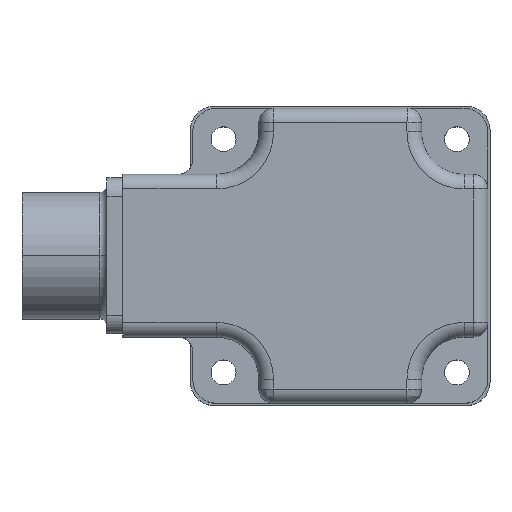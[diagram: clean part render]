
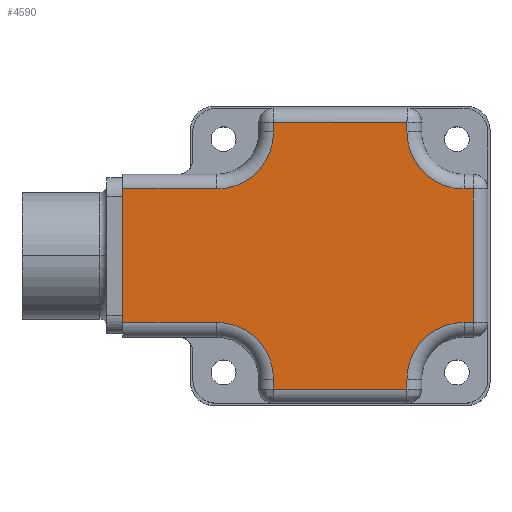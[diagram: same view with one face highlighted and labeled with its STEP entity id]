
A CAD part, top view. The second image highlights one B-rep face of the part: STEP entity #4590.
In plain terms, the highlighted planar face has unit normal (0, 0, 1).
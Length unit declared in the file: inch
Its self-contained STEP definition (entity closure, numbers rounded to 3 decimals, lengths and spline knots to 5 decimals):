
#696=DIRECTION('',(1.,0.,0.));
#697=VECTOR('',#696,1.18);
#698=CARTESIAN_POINT('',(-0.59,-1.18,1.588));
#699=LINE('',#698,#697);
#700=DIRECTION('',(0.,1.,0.));
#701=VECTOR('',#700,0.085);
#702=CARTESIAN_POINT('',(-0.59,-1.18,1.588));
#703=LINE('',#702,#701);
#704=CARTESIAN_POINT('',(-1.095,-1.095,1.588));
#705=DIRECTION('',(0.,0.,1.));
#706=DIRECTION('',(1.,0.,0.));
#707=AXIS2_PLACEMENT_3D('',#704,#705,#706);
#709=DIRECTION('',(-1.,0.,0.));
#710=VECTOR('',#709,0.83);
#711=CARTESIAN_POINT('',(-1.095,-0.59,1.588));
#712=LINE('',#711,#710);
#713=DIRECTION('',(0.,-1.,0.));
#714=VECTOR('',#713,1.18);
#715=CARTESIAN_POINT('',(-1.925,0.59,1.588));
#716=LINE('',#715,#714);
#717=DIRECTION('',(-1.,0.,0.));
#718=VECTOR('',#717,0.83);
#719=CARTESIAN_POINT('',(-1.095,0.59,1.588));
#720=LINE('',#719,#718);
#721=CARTESIAN_POINT('',(-1.095,1.095,1.588));
#722=DIRECTION('',(0.,0.,-1.));
#723=DIRECTION('',(1.,0.,0.));
#724=AXIS2_PLACEMENT_3D('',#721,#722,#723);
#726=DIRECTION('',(0.,-1.,0.));
#727=VECTOR('',#726,0.08);
#728=CARTESIAN_POINT('',(-0.59,1.175,1.588));
#729=LINE('',#728,#727);
#730=DIRECTION('',(-1.,0.,0.));
#731=VECTOR('',#730,1.17996);
#732=CARTESIAN_POINT('',(0.58996,1.17496,1.588));
#733=LINE('',#732,#731);
#734=CARTESIAN_POINT('',(0.58996,1.17496,1.588));
#735=CARTESIAN_POINT('',(0.58996,1.16607,1.588));
#736=CARTESIAN_POINT('',(0.59002,1.14835,1.588));
#737=CARTESIAN_POINT('',(0.58999,1.12166,1.588));
#738=CARTESIAN_POINT('',(0.59,1.10389,1.588));
#739=CARTESIAN_POINT('',(0.59,1.095,1.588));
#741=CARTESIAN_POINT('',(1.095,1.095,1.588));
#742=DIRECTION('',(0.,0.,1.));
#743=DIRECTION('',(-1.,0.,0.));
#744=AXIS2_PLACEMENT_3D('',#741,#742,#743);
#746=DIRECTION('',(1.,0.,0.));
#747=VECTOR('',#746,0.08);
#748=CARTESIAN_POINT('',(1.095,0.59,1.588));
#749=LINE('',#748,#747);
#750=DIRECTION('',(0.,-1.,0.));
#751=VECTOR('',#750,1.18);
#752=CARTESIAN_POINT('',(1.175,0.59,1.588));
#753=LINE('',#752,#751);
#754=DIRECTION('',(-1.,0.,0.));
#755=VECTOR('',#754,0.08);
#756=CARTESIAN_POINT('',(1.175,-0.59,1.588));
#757=LINE('',#756,#755);
#758=CARTESIAN_POINT('',(1.095,-1.095,1.588));
#759=DIRECTION('',(0.,0.,1.));
#760=DIRECTION('',(0.,1.,0.));
#761=AXIS2_PLACEMENT_3D('',#758,#759,#760);
#763=DIRECTION('',(0.,-1.,0.));
#764=VECTOR('',#763,0.085);
#765=CARTESIAN_POINT('',(0.59,-1.095,1.588));
#766=LINE('',#765,#764);
#2994=CARTESIAN_POINT('',(-1.925,0.59,1.588));
#2996=VERTEX_POINT('',#2994);
#3000=CARTESIAN_POINT('',(-1.095,0.59,1.588));
#3001=VERTEX_POINT('',#3000);
#3002=CARTESIAN_POINT('',(-0.59,1.095,1.588));
#3003=VERTEX_POINT('',#3002);
#3006=CARTESIAN_POINT('',(-0.59,1.175,1.588));
#3007=VERTEX_POINT('',#3006);
#3012=CARTESIAN_POINT('',(0.58996,1.17496,1.588));
#3013=VERTEX_POINT('',#3012);
#3020=CARTESIAN_POINT('',(1.095,-0.59,1.588));
#3021=CARTESIAN_POINT('',(0.59,-1.095,1.588));
#3022=VERTEX_POINT('',#3020);
#3023=VERTEX_POINT('',#3021);
#3026=CARTESIAN_POINT('',(1.175,-0.59,1.588));
#3027=VERTEX_POINT('',#3026);
#3032=CARTESIAN_POINT('',(1.175,0.59,1.588));
#3033=VERTEX_POINT('',#3032);
#3038=CARTESIAN_POINT('',(1.095,0.59,1.588));
#3039=VERTEX_POINT('',#3038);
#3042=CARTESIAN_POINT('',(0.59,1.095,1.588));
#3043=VERTEX_POINT('',#3042);
#3047=CARTESIAN_POINT('',(-1.925,-0.59,1.588));
#3049=VERTEX_POINT('',#3047);
#3050=CARTESIAN_POINT('',(-1.095,-0.59,1.588));
#3051=VERTEX_POINT('',#3050);
#3056=CARTESIAN_POINT('',(-0.59,-1.095,1.588));
#3057=VERTEX_POINT('',#3056);
#3220=CARTESIAN_POINT('',(0.59,-1.18,1.588));
#3221=VERTEX_POINT('',#3220);
#3224=CARTESIAN_POINT('',(-0.59,-1.18,1.588));
#3225=VERTEX_POINT('',#3224);
#4556=CARTESIAN_POINT('',(0.,0.,1.588));
#4557=DIRECTION('',(0.,0.,1.));
#4558=DIRECTION('',(1.,0.,0.));
#4559=AXIS2_PLACEMENT_3D('',#4556,#4557,#4558);
#4560=PLANE('',#4559);
#4562=ORIENTED_EDGE('',*,*,#4561,.F.);
#4563=ORIENTED_EDGE('',*,*,#4247,.T.);
#4564=ORIENTED_EDGE('',*,*,#4261,.T.);
#4565=ORIENTED_EDGE('',*,*,#4307,.T.);
#4566=ORIENTED_EDGE('',*,*,#4331,.F.);
#4568=ORIENTED_EDGE('',*,*,#4567,.F.);
#4570=ORIENTED_EDGE('',*,*,#4569,.F.);
#4572=ORIENTED_EDGE('',*,*,#4571,.F.);
#4573=ORIENTED_EDGE('',*,*,#4547,.F.);
#4575=ORIENTED_EDGE('',*,*,#4574,.T.);
#4577=ORIENTED_EDGE('',*,*,#4576,.T.);
#4579=ORIENTED_EDGE('',*,*,#4578,.T.);
#4581=ORIENTED_EDGE('',*,*,#4580,.T.);
#4583=ORIENTED_EDGE('',*,*,#4582,.T.);
#4585=ORIENTED_EDGE('',*,*,#4584,.T.);
#4587=ORIENTED_EDGE('',*,*,#4586,.T.);
#4588=EDGE_LOOP('',(#4562,#4563,#4564,#4565,#4566,#4568,#4570,#4572,#4573,#4575,
#4577,#4579,#4581,#4583,#4585,#4587));
#4589=FACE_OUTER_BOUND('',#4588,.F.);
#4590=ADVANCED_FACE('',(#4589),#4560,.T.);
#708=CIRCLE('',#707,0.505);
#725=CIRCLE('',#724,0.505);
#740=B_SPLINE_CURVE_WITH_KNOTS('',3,(#734,#735,#736,#737,#738,#739),
.UNSPECIFIED.,.F.,.F.,(4,1,1,4),(0.,0.33333,0.66667,1.),
.UNSPECIFIED.);
#745=CIRCLE('',#744,0.505);
#762=CIRCLE('',#761,0.505);
#4247=EDGE_CURVE('',#3225,#3057,#703,.T.);
#4261=EDGE_CURVE('',#3057,#3051,#708,.T.);
#4307=EDGE_CURVE('',#3051,#3049,#712,.T.);
#4331=EDGE_CURVE('',#2996,#3049,#716,.T.);
#4547=EDGE_CURVE('',#3013,#3007,#733,.T.);
#4561=EDGE_CURVE('',#3225,#3221,#699,.T.);
#4567=EDGE_CURVE('',#3001,#2996,#720,.T.);
#4569=EDGE_CURVE('',#3003,#3001,#725,.T.);
#4571=EDGE_CURVE('',#3007,#3003,#729,.T.);
#4574=EDGE_CURVE('',#3013,#3043,#740,.T.);
#4576=EDGE_CURVE('',#3043,#3039,#745,.T.);
#4578=EDGE_CURVE('',#3039,#3033,#749,.T.);
#4580=EDGE_CURVE('',#3033,#3027,#753,.T.);
#4582=EDGE_CURVE('',#3027,#3022,#757,.T.);
#4584=EDGE_CURVE('',#3022,#3023,#762,.T.);
#4586=EDGE_CURVE('',#3023,#3221,#766,.T.);
